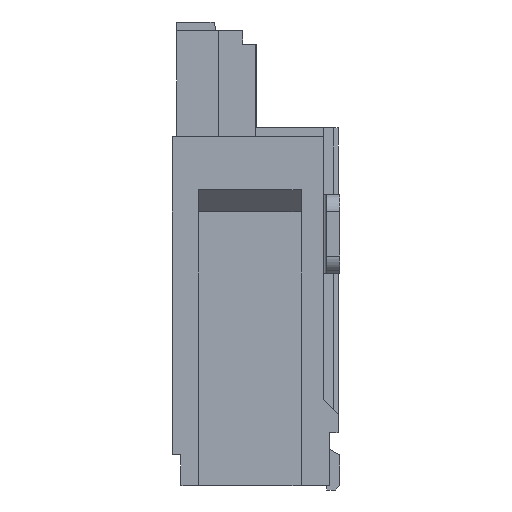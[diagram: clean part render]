
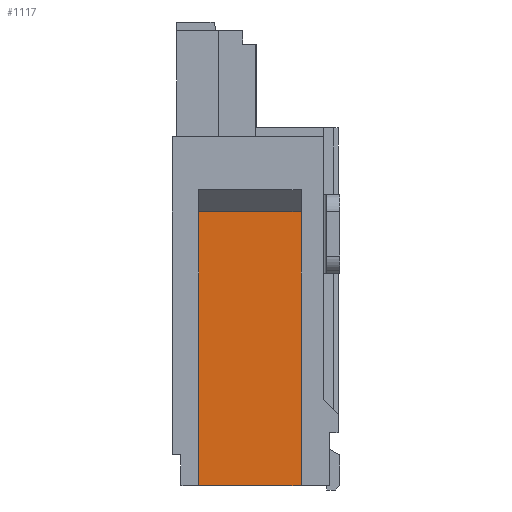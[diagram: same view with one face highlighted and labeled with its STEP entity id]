
A CAD part, left-side view. The second image highlights one B-rep face of the part: STEP entity #1117.
In plain terms, the highlighted planar face has unit normal (-1, 0, 0).
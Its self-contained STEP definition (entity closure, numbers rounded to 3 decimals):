
#1117=ADVANCED_FACE('',(#3257),#3258,.F.);
#3257=FACE_OUTER_BOUND('',#5459,.T.);
#3258=PLANE('',#5460);
#5459=EDGE_LOOP('',(#14453,#14454,#14455,#14456));
#5460=AXIS2_PLACEMENT_3D('',#14457,#14458,#14459);
#14453=ORIENTED_EDGE('',*,*,#18038,.F.);
#14454=ORIENTED_EDGE('',*,*,#18037,.T.);
#14455=ORIENTED_EDGE('',*,*,#18039,.T.);
#14456=ORIENTED_EDGE('',*,*,#18040,.T.);
#14457=CARTESIAN_POINT('',(-6.1,1.58,-4.05));
#14458=DIRECTION('',(1.0,0.0,0.0));
#14459=DIRECTION('',(0.0,1.0,0.0));
#18037=EDGE_CURVE('',#23137,#23140,#23142,.T.);
#18038=EDGE_CURVE('',#23137,#23143,#23144,.T.);
#18039=EDGE_CURVE('',#23140,#23145,#23146,.T.);
#18040=EDGE_CURVE('',#23145,#23143,#23147,.T.);
#23137=VERTEX_POINT('',#30820);
#23140=VERTEX_POINT('',#30825);
#23142=LINE('',#30828,#30829);
#23143=VERTEX_POINT('',#30830);
#23144=LINE('',#30831,#30832);
#23145=VERTEX_POINT('',#30833);
#23146=LINE('',#30834,#30835);
#23147=LINE('',#30836,#30837);
#30820=CARTESIAN_POINT('',(-6.1,1.58,-4.05));
#30825=CARTESIAN_POINT('',(-6.1,0.42,-4.05));
#30828=CARTESIAN_POINT('',(-6.1,1.58,-4.05));
#30829=VECTOR('',#34613,1.16);
#30830=CARTESIAN_POINT('',(-6.1,1.58,-0.95));
#30831=CARTESIAN_POINT('',(-6.1,1.58,-4.05));
#30832=VECTOR('',#34614,3.1);
#30833=CARTESIAN_POINT('',(-6.1,0.42,-0.95));
#30834=CARTESIAN_POINT('',(-6.1,0.42,-4.05));
#30835=VECTOR('',#34615,3.1);
#30836=CARTESIAN_POINT('',(-6.1,0.42,-0.95));
#30837=VECTOR('',#34616,1.16);
#34613=DIRECTION('',(0.0,-1.0,0.0));
#34614=DIRECTION('',(0.0,0.0,1.0));
#34615=DIRECTION('',(0.0,0.0,1.0));
#34616=DIRECTION('',(0.0,1.0,0.0));
